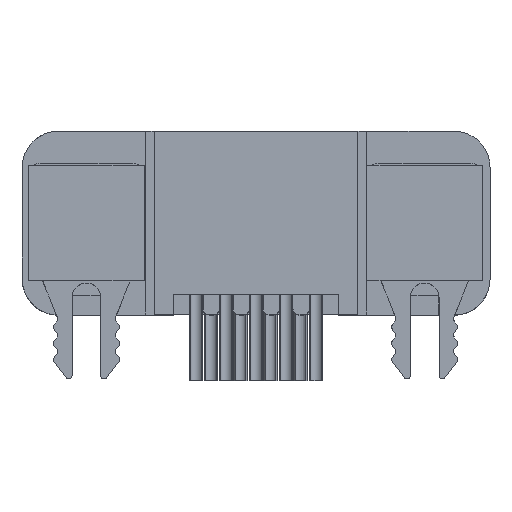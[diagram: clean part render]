
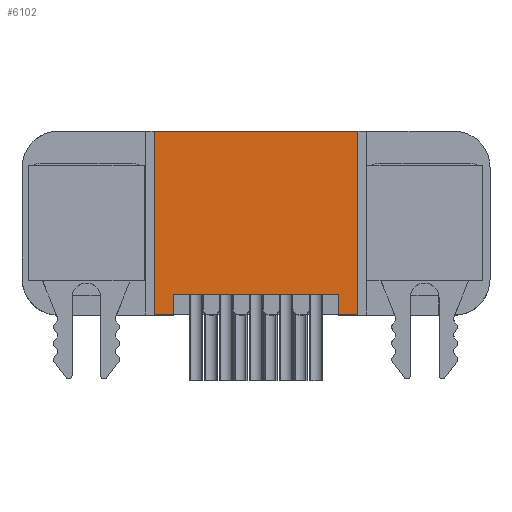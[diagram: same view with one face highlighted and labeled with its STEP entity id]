
A CAD part, top view. The second image highlights one B-rep face of the part: STEP entity #6102.
In plain terms, the highlighted planar face has unit normal (0, 0, 1).
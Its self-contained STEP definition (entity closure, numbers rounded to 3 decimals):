
#176=DIRECTION('',(0.,1.,0.));
#177=VECTOR('',#176,0.864);
#178=CARTESIAN_POINT('',(19.648,25.787,15.291));
#179=LINE('',#178,#177);
#188=DIRECTION('',(-1.,0.,0.));
#189=VECTOR('',#188,7.01);
#190=CARTESIAN_POINT('',(19.648,26.651,15.291));
#191=LINE('',#190,#189);
#399=DIRECTION('',(-1.,0.,0.));
#400=VECTOR('',#399,8.636);
#401=CARTESIAN_POINT('',(20.461,33.585,15.291));
#402=LINE('',#401,#400);
#403=DIRECTION('',(1.,0.,0.));
#404=VECTOR('',#403,0.813);
#405=CARTESIAN_POINT('',(19.648,25.787,15.291));
#406=LINE('',#405,#404);
#407=DIRECTION('',(1.,0.,0.));
#408=VECTOR('',#407,0.813);
#409=CARTESIAN_POINT('',(11.825,25.787,15.291));
#410=LINE('',#409,#408);
#427=DIRECTION('',(0.,1.,0.));
#428=VECTOR('',#427,7.798);
#429=CARTESIAN_POINT('',(11.825,25.787,15.291));
#430=LINE('',#429,#428);
#1320=DIRECTION('',(0.,-1.,0.));
#1321=VECTOR('',#1320,7.798);
#1322=CARTESIAN_POINT('',(20.461,33.585,15.291));
#1323=LINE('',#1322,#1321);
#2320=DIRECTION('',(0.,-1.,0.));
#2321=VECTOR('',#2320,0.864);
#2322=CARTESIAN_POINT('',(12.638,26.651,15.291));
#2323=LINE('',#2322,#2321);
#4439=CARTESIAN_POINT('',(11.825,33.585,15.291));
#4440=VERTEX_POINT('',#4439);
#4441=CARTESIAN_POINT('',(11.825,25.787,15.291));
#4442=VERTEX_POINT('',#4441);
#4455=CARTESIAN_POINT('',(20.461,33.585,15.291));
#4456=VERTEX_POINT('',#4455);
#4457=CARTESIAN_POINT('',(20.461,25.787,15.291));
#4458=VERTEX_POINT('',#4457);
#4481=CARTESIAN_POINT('',(19.648,26.651,15.291));
#4483=VERTEX_POINT('',#4481);
#4487=CARTESIAN_POINT('',(12.638,26.651,15.291));
#4488=VERTEX_POINT('',#4487);
#4640=CARTESIAN_POINT('',(12.638,25.787,15.291));
#4641=VERTEX_POINT('',#4640);
#4654=CARTESIAN_POINT('',(19.648,25.787,15.291));
#4655=VERTEX_POINT('',#4654);
#6082=CARTESIAN_POINT('',(48.278,27.053,15.291));
#6083=DIRECTION('',(0.,0.,1.));
#6084=DIRECTION('',(1.,0.,0.));
#6085=AXIS2_PLACEMENT_3D('',#6082,#6083,#6084);
#6086=PLANE('',#6085);
#6088=ORIENTED_EDGE('',*,*,#6087,.F.);
#6090=ORIENTED_EDGE('',*,*,#6089,.T.);
#6092=ORIENTED_EDGE('',*,*,#6091,.F.);
#6093=ORIENTED_EDGE('',*,*,#5910,.T.);
#6094=ORIENTED_EDGE('',*,*,#5925,.T.);
#6096=ORIENTED_EDGE('',*,*,#6095,.T.);
#6097=ORIENTED_EDGE('',*,*,#5705,.F.);
#6099=ORIENTED_EDGE('',*,*,#6098,.T.);
#6100=EDGE_LOOP('',(#6088,#6090,#6092,#6093,#6094,#6096,#6097,#6099));
#6101=FACE_OUTER_BOUND('',#6100,.F.);
#6102=ADVANCED_FACE('',(#6101),#6086,.T.);
#5705=EDGE_CURVE('',#4442,#4641,#410,.T.);
#5910=EDGE_CURVE('',#4655,#4483,#179,.T.);
#5925=EDGE_CURVE('',#4483,#4488,#191,.T.);
#6087=EDGE_CURVE('',#4456,#4440,#402,.T.);
#6089=EDGE_CURVE('',#4456,#4458,#1323,.T.);
#6091=EDGE_CURVE('',#4655,#4458,#406,.T.);
#6095=EDGE_CURVE('',#4488,#4641,#2323,.T.);
#6098=EDGE_CURVE('',#4442,#4440,#430,.T.);
